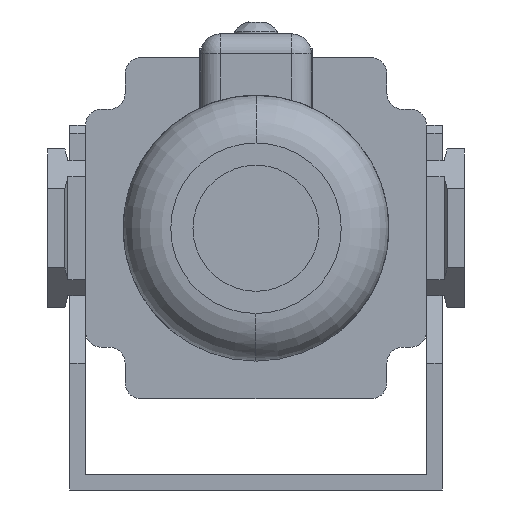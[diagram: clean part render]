
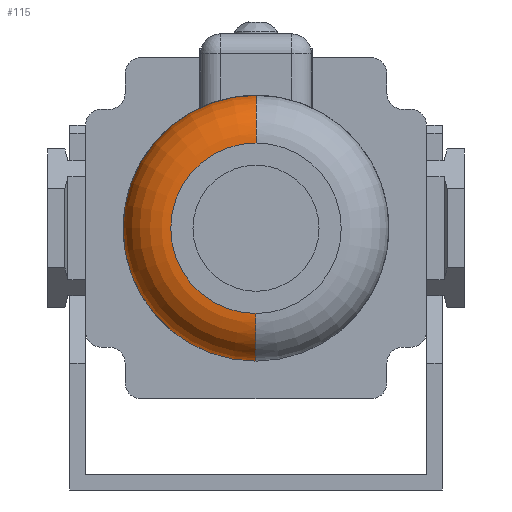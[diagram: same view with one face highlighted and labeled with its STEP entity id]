
A CAD part, front view. The second image highlights one B-rep face of the part: STEP entity #115.
In plain terms, the highlighted toroidal (fillet/blend) face has major radius 10.75 mm and minor radius 6 mm.
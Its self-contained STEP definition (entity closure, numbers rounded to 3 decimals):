
#29 = EDGE_CURVE ( 'NONE', #221, #2846, #47, .T. ) ;
#47 = CIRCLE ( 'NONE', #892, 10.75 ) ;
#115 = ADVANCED_FACE ( 'NONE', ( #1643 ), #557, .T. ) ;
#143 = CARTESIAN_POINT ( 'NONE',  ( 0., -105.2, 10.75 ) ) ;
#221 = VERTEX_POINT ( 'NONE', #143 ) ;
#249 = CARTESIAN_POINT ( 'NONE',  ( 0., -99.2, -16.75 ) ) ;
#389 = CARTESIAN_POINT ( 'NONE',  ( 0., -99.2, 16.75 ) ) ;
#407 = CARTESIAN_POINT ( 'NONE',  ( 0., -105.2, 0. ) ) ;
#496 = CARTESIAN_POINT ( 'NONE',  ( 0., -99.2, 16.75 ) ) ;
#543 = CARTESIAN_POINT ( 'NONE',  ( 0., -105.2, -11.535 ) ) ;
#544 = CARTESIAN_POINT ( 'NONE',  ( 0., -104.443, 13.772 ) ) ;
#557 = TOROIDAL_SURFACE ( 'NONE', #3488, 10.75, 6. ) ;
#589 = CARTESIAN_POINT ( 'NONE',  ( 0., -99.2, 0. ) ) ;
#602 = CARTESIAN_POINT ( 'NONE',  ( 0., -99.985, -16.75 ) ) ;
#716 = ORIENTED_EDGE ( 'NONE', *, *, #4843, .T. ) ;
#849 = CARTESIAN_POINT ( 'NONE',  ( 0., -99.2, 0. ) ) ;
#892 = AXIS2_PLACEMENT_3D ( 'NONE', #407, #3138, #1620 ) ;
#963 = CARTESIAN_POINT ( 'NONE',  ( 0., -105.044, -12.32 ) ) ;
#1376 = ORIENTED_EDGE ( 'NONE', *, *, #2445, .F. ) ;
#1411 = AXIS2_PLACEMENT_3D ( 'NONE', #589, #2188, #3783 ) ;
#1418 = CARTESIAN_POINT ( 'NONE',  ( 0., -105.044, 12.32 ) ) ;
#1620 = DIRECTION ( 'NONE',  ( 0., 0., -1. ) ) ;
#1643 = FACE_OUTER_BOUND ( 'NONE', #2768, .T. ) ;
#1791 = CARTESIAN_POINT ( 'NONE',  ( 0., -100.77, 16.594 ) ) ;
#1858 = CARTESIAN_POINT ( 'NONE',  ( 0., -105.2, -10.75 ) ) ;
#1954 = DIRECTION ( 'NONE',  ( 0., -1., 0. ) ) ;
#2099 = CARTESIAN_POINT ( 'NONE',  ( 0., -99.985, 16.75 ) ) ;
#2179 = CARTESIAN_POINT ( 'NONE',  ( 0., -102.222, 15.993 ) ) ;
#2188 = DIRECTION ( 'NONE',  ( 0., -1., 0. ) ) ;
#2199 = CARTESIAN_POINT ( 'NONE',  ( 0., -103.998, -14.437 ) ) ;
#2445 = EDGE_CURVE ( 'NONE', #4857, #221, #2496, .T. ) ;
#2496 = B_SPLINE_CURVE_WITH_KNOTS ( 'NONE', 3,
 ( #496, #2099, #1791, #2179, #2573, #2972, #544, #1418, #3334, #4604 ),
 .UNSPECIFIED., .F., .F.,
 ( 4, 2, 2, 2, 4 ),
 ( 0., 0.393, 0.785, 1.178, 1.571 ),
 .UNSPECIFIED. ) ;
#2571 = CARTESIAN_POINT ( 'NONE',  ( 0., -99.2, -16.75 ) ) ;
#2573 = CARTESIAN_POINT ( 'NONE',  ( 0., -102.887, 15.548 ) ) ;
#2768 = EDGE_LOOP ( 'NONE', ( #716, #4241, #4068, #1376 ) ) ;
#2822 = VERTEX_POINT ( 'NONE', #249 ) ;
#2846 = VERTEX_POINT ( 'NONE', #1858 ) ;
#2972 = CARTESIAN_POINT ( 'NONE',  ( 0., -103.998, 14.437 ) ) ;
#2976 = B_SPLINE_CURVE_WITH_KNOTS ( 'NONE', 3,
 ( #2571, #602, #3741, #4135, #4526, #2199, #3026, #963, #543, #4498 ),
 .UNSPECIFIED., .F., .F.,
 ( 4, 2, 2, 2, 4 ),
 ( 0., 0.393, 0.785, 1.178, 1.571 ),
 .UNSPECIFIED. ) ;
#3026 = CARTESIAN_POINT ( 'NONE',  ( 0., -104.443, -13.772 ) ) ;
#3138 = DIRECTION ( 'NONE',  ( 0., -1., 0. ) ) ;
#3334 = CARTESIAN_POINT ( 'NONE',  ( 0., -105.2, 11.535 ) ) ;
#3488 = AXIS2_PLACEMENT_3D ( 'NONE', #849, #1954, #3653 ) ;
#3653 = DIRECTION ( 'NONE',  ( 1., 0., 0. ) ) ;
#3660 = CIRCLE ( 'NONE', #1411, 16.75 ) ;
#3741 = CARTESIAN_POINT ( 'NONE',  ( 0., -100.77, -16.594 ) ) ;
#3783 = DIRECTION ( 'NONE',  ( 0., 0., -1. ) ) ;
#4068 = ORIENTED_EDGE ( 'NONE', *, *, #29, .F. ) ;
#4135 = CARTESIAN_POINT ( 'NONE',  ( 0., -102.222, -15.993 ) ) ;
#4241 = ORIENTED_EDGE ( 'NONE', *, *, #4343, .T. ) ;
#4343 = EDGE_CURVE ( 'NONE', #2822, #2846, #2976, .T. ) ;
#4498 = CARTESIAN_POINT ( 'NONE',  ( 0., -105.2, -10.75 ) ) ;
#4526 = CARTESIAN_POINT ( 'NONE',  ( 0., -102.887, -15.548 ) ) ;
#4604 = CARTESIAN_POINT ( 'NONE',  ( 0., -105.2, 10.75 ) ) ;
#4843 = EDGE_CURVE ( 'NONE', #4857, #2822, #3660, .T. ) ;
#4857 = VERTEX_POINT ( 'NONE', #389 ) ;
